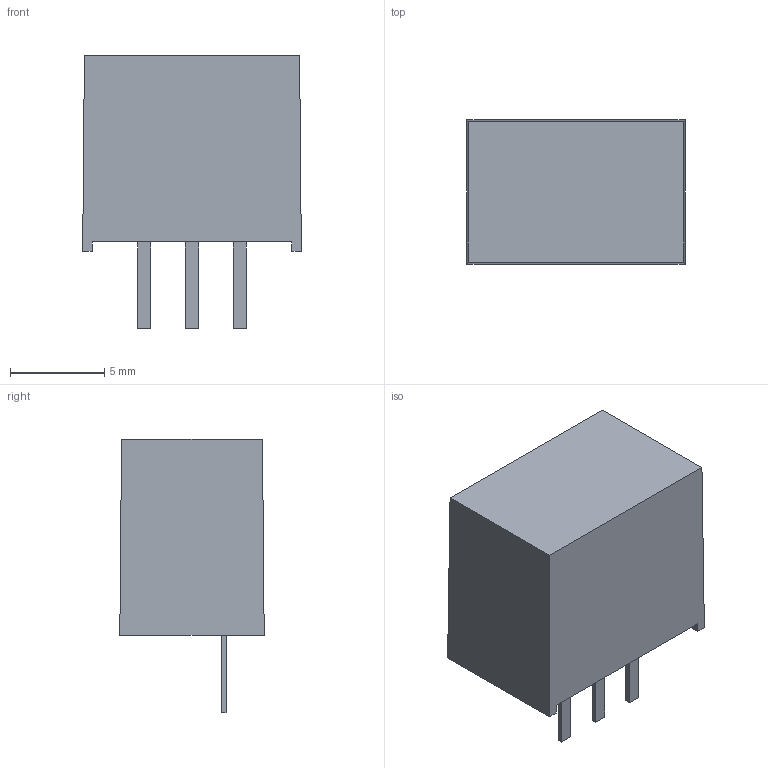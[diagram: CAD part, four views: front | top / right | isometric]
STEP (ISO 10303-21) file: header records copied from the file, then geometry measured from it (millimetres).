
FILE_DESCRIPTION(/* description */ (''),/* implementation_level */ '2;1');
FILE_NAME(/* name */ 'M78AR-1.stp',/* time_stamp */ '2022-01-08T12:35:48+09:00',/* author */ ('TA2'),/* organization */ (''),/* preprocessor_version */ 'ST-DEVELOPER v18.1',/* originating_system */ 'Autodesk Inventor 2021',/* authorisation */ '');
FILE_SCHEMA (('AUTOMOTIVE_DESIGN { 1 0 10303 214 3 1 1 }'));
Length unit declared in the file: millimetre
Products named in the file (2): Assembly1; M78AR-1 3D Mechanical
Assembly tree (1 placements, depth 2):
  Assembly1
    M78AR-1 3D Mechanical
Bounding box: 11.6 x 7.66 x 14.5 mm (x, y, z)
Volume: 867.7 mm3; surface area: 594.2 mm2
Topology: 1 solids, 1 shells, 25 faces, 60 edges, 40 vertices
Faces by surface type: plane 25
Entity records: 833 total; most frequent: CARTESIAN_POINT 128, ORIENTED_EDGE 120, DIRECTION 116, LINE 60, VECTOR 60, EDGE_CURVE 60, VERTEX_POINT 40, EDGE_LOOP 28
